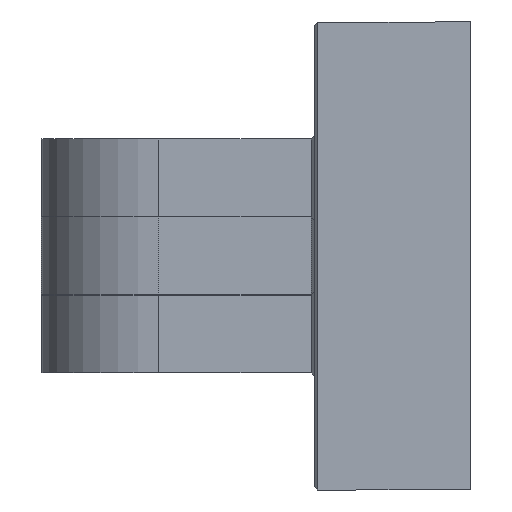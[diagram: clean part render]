
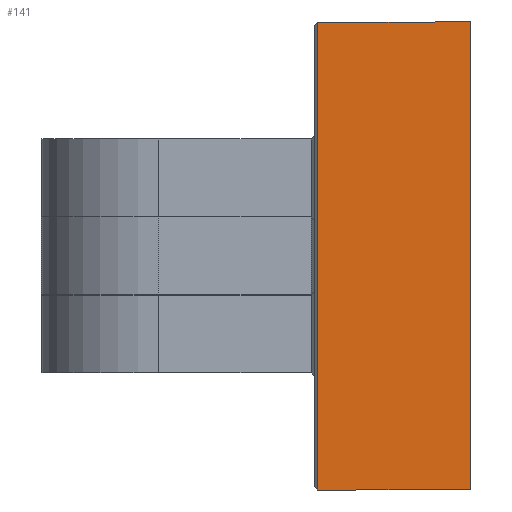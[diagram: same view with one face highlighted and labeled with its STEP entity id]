
A CAD part, left-side view. The second image highlights one B-rep face of the part: STEP entity #141.
In plain terms, the highlighted planar face has unit normal (-1, 0, 0).
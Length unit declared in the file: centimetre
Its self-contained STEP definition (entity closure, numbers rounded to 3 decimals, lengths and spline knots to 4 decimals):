
#97 = EDGE_CURVE ( 'NONE', #1074, #976, #228, .T. ) ;
#141 = ADVANCED_FACE ( 'NONE', ( #673 ), #605, .T. ) ;
#151 = AXIS2_PLACEMENT_3D ( 'NONE', #278, #1200, #303 ) ;
#167 = CARTESIAN_POINT ( 'NONE',  ( -114.3, 0., -7.62 ) ) ;
#188 = LINE ( 'NONE', #167, #692 ) ;
#226 = ORIENTED_EDGE ( 'NONE', *, *, #97, .F. ) ;
#228 = LINE ( 'NONE', #494, #734 ) ;
#278 = CARTESIAN_POINT ( 'NONE',  ( -114.3, 0., 7.62 ) ) ;
#295 = EDGE_CURVE ( 'NONE', #1074, #845, #728, .T. ) ;
#303 = DIRECTION ( 'NONE',  ( 0., 0., 1. ) ) ;
#346 = EDGE_CURVE ( 'NONE', #574, #845, #899, .T. ) ;
#375 = DIRECTION ( 'NONE',  ( 0., 0., 1. ) ) ;
#411 = DIRECTION ( 'NONE',  ( 0., 0., -1. ) ) ;
#494 = CARTESIAN_POINT ( 'NONE',  ( -114.3, 5.08, 7.62 ) ) ;
#553 = CARTESIAN_POINT ( 'NONE',  ( -114.3, 0., -7.62 ) ) ;
#564 = DIRECTION ( 'NONE',  ( 0., -1., 0. ) ) ;
#574 = VERTEX_POINT ( 'NONE', #553 ) ;
#599 = VECTOR ( 'NONE', #1119, 100. ) ;
#604 = CARTESIAN_POINT ( 'NONE',  ( -114.3, 4.98, 7.62 ) ) ;
#605 = PLANE ( 'NONE',  #151 ) ;
#620 = CARTESIAN_POINT ( 'NONE',  ( -114.3, 0., -7.62 ) ) ;
#673 = FACE_OUTER_BOUND ( 'NONE', #771, .T. ) ;
#692 = VECTOR ( 'NONE', #375, 100. ) ;
#701 = EDGE_CURVE ( 'NONE', #574, #976, #188, .T. ) ;
#711 = CARTESIAN_POINT ( 'NONE',  ( -114.3, 4.98, 7.62 ) ) ;
#728 = LINE ( 'NONE', #711, #1192 ) ;
#734 = VECTOR ( 'NONE', #564, 100. ) ;
#771 = EDGE_LOOP ( 'NONE', ( #226, #846, #950, #1122 ) ) ;
#845 = VERTEX_POINT ( 'NONE', #1191 ) ;
#846 = ORIENTED_EDGE ( 'NONE', *, *, #295, .T. ) ;
#899 = LINE ( 'NONE', #620, #599 ) ;
#950 = ORIENTED_EDGE ( 'NONE', *, *, #346, .F. ) ;
#976 = VERTEX_POINT ( 'NONE', #1003 ) ;
#1003 = CARTESIAN_POINT ( 'NONE',  ( -114.3, 0., 7.62 ) ) ;
#1074 = VERTEX_POINT ( 'NONE', #604 ) ;
#1119 = DIRECTION ( 'NONE',  ( 0., 1., 0. ) ) ;
#1122 = ORIENTED_EDGE ( 'NONE', *, *, #701, .T. ) ;
#1191 = CARTESIAN_POINT ( 'NONE',  ( -114.3, 4.98, -7.62 ) ) ;
#1192 = VECTOR ( 'NONE', #411, 100. ) ;
#1200 = DIRECTION ( 'NONE',  ( -1., 0., 0. ) ) ;
